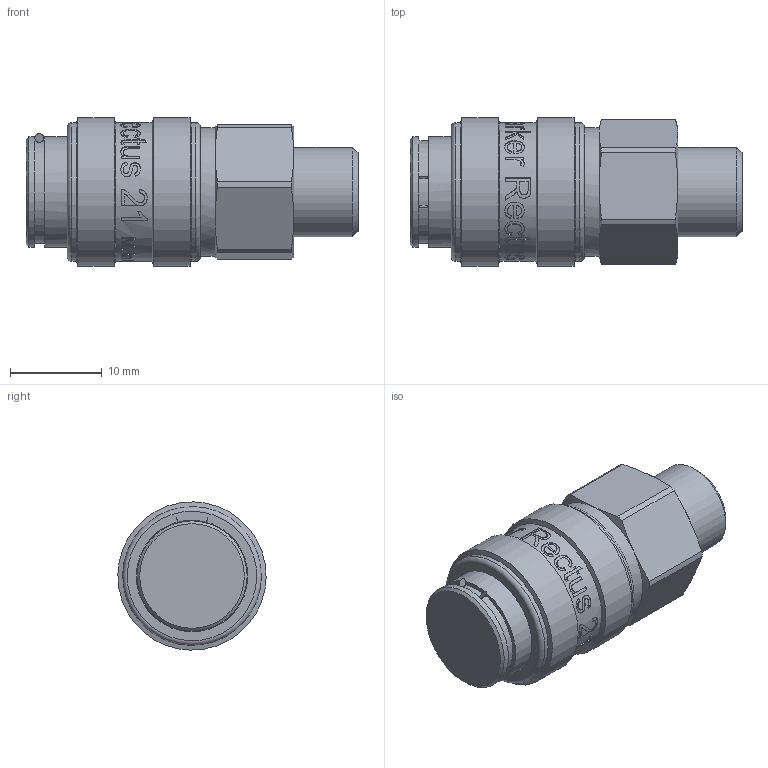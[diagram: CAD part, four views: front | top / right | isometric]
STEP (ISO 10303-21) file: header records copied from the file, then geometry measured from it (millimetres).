
FILE_DESCRIPTION((''),'2;1');
FILE_NAME('21kaaw10mpn.stp','2014-10-16T09:47:13',('MS049480'),(''),'Autodesk Inventor 2013','Autodesk Inventor 2013','');
FILE_SCHEMA(('AUTOMOTIVE_DESIGN { 1 0 10303 214 1 1 1 1 }'));
Length unit declared in the file: millimetre
Products named in the file (1): D104955
Bounding box: 36.15 x 16.15 x 16.15 mm (x, y, z)
Volume: 5204.7 mm3; surface area: 3379.1 mm2
Topology: 2 solids, 3 shells, 453 faces, 1191 edges, 785 vertices
Faces by surface type: bspline 214, plane 148, cylinder 61, cone 26, torus 4
Full cylindrical faces by diameter (mm): 9.728 x1, 11.15 x1, 11.594 x1, 12 x3, 12.15 x2, 14 x3, 15.1 x3, 16.15 x2
Entity records: 60771 total; most frequent: CARTESIAN_POINT 51027, ORIENTED_EDGE 2284, DIRECTION 1173, EDGE_CURVE 1142, VERTEX_POINT 772, B_SPLINE_CURVE_WITH_KNOTS 559, EDGE_LOOP 532, FACE_OUTER_BOUND 452
